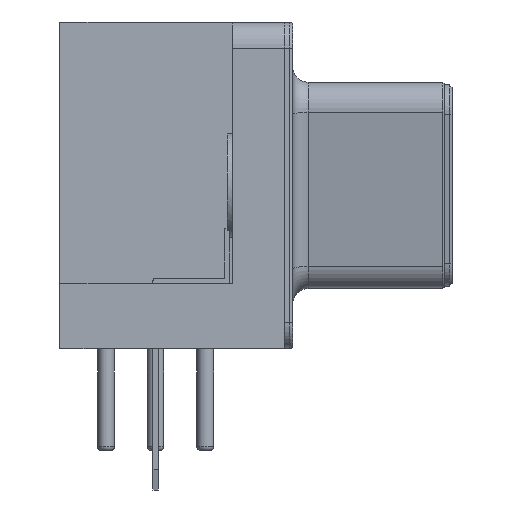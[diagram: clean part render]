
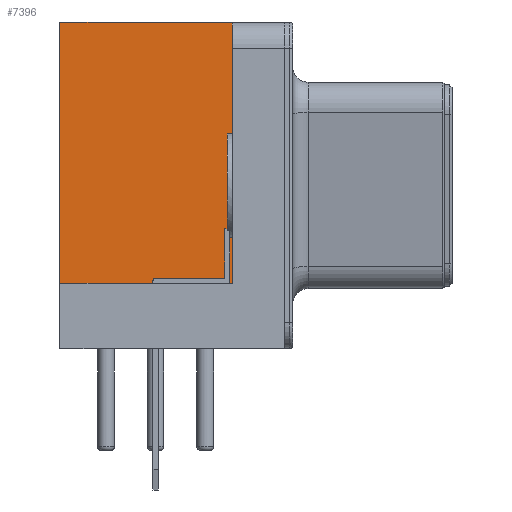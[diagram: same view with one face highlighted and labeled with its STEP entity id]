
A CAD part, left-side view. The second image highlights one B-rep face of the part: STEP entity #7396.
In plain terms, the highlighted planar face has unit normal (-1, 0, 0).
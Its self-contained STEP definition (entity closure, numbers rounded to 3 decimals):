
#6147 = VERTEX_POINT('',#6148);
#6148 = CARTESIAN_POINT('',(-52.698,1.76,12.5));
#6154 = EDGE_CURVE('',#6155,#6147,#6157,.T.);
#6155 = VERTEX_POINT('',#6156);
#6156 = CARTESIAN_POINT('',(-52.698,-4.84,12.5));
#6157 = LINE('',#6158,#6159);
#6158 = CARTESIAN_POINT('',(-52.698,-5.84,12.5));
#6159 = VECTOR('',#6160,1.);
#6160 = DIRECTION('',(0.,1.,0.));
#7370 = VERTEX_POINT('',#7371);
#7371 = CARTESIAN_POINT('',(-52.698,-4.84,2.5));
#7377 = EDGE_CURVE('',#7370,#6155,#7378,.T.);
#7378 = LINE('',#7379,#7380);
#7379 = CARTESIAN_POINT('',(-52.698,-4.84,2.5));
#7380 = VECTOR('',#7381,1.);
#7381 = DIRECTION('',(0.,0.,1.));
#7396 = ADVANCED_FACE('',(#7397),#7415,.F.);
#7397 = FACE_BOUND('',#7398,.F.);
#7398 = EDGE_LOOP('',(#7399,#7400,#7408,#7414));
#7399 = ORIENTED_EDGE('',*,*,#7377,.F.);
#7400 = ORIENTED_EDGE('',*,*,#7401,.T.);
#7401 = EDGE_CURVE('',#7370,#7402,#7404,.T.);
#7402 = VERTEX_POINT('',#7403);
#7403 = CARTESIAN_POINT('',(-52.698,1.76,2.5));
#7404 = LINE('',#7405,#7406);
#7405 = CARTESIAN_POINT('',(-52.698,-4.84,2.5));
#7406 = VECTOR('',#7407,1.);
#7407 = DIRECTION('',(-0.,1.,0.));
#7408 = ORIENTED_EDGE('',*,*,#7409,.T.);
#7409 = EDGE_CURVE('',#7402,#6147,#7410,.T.);
#7410 = LINE('',#7411,#7412);
#7411 = CARTESIAN_POINT('',(-52.698,1.76,4.375));
#7412 = VECTOR('',#7413,1.);
#7413 = DIRECTION('',(0.,0.,1.));
#7414 = ORIENTED_EDGE('',*,*,#6154,.F.);
#7415 = PLANE('',#7416);
#7416 = AXIS2_PLACEMENT_3D('',#7417,#7418,#7419);
#7417 = CARTESIAN_POINT('',(-52.698,-4.84,2.5));
#7418 = DIRECTION('',(1.,0.,0.));
#7419 = DIRECTION('',(0.,0.,1.));
